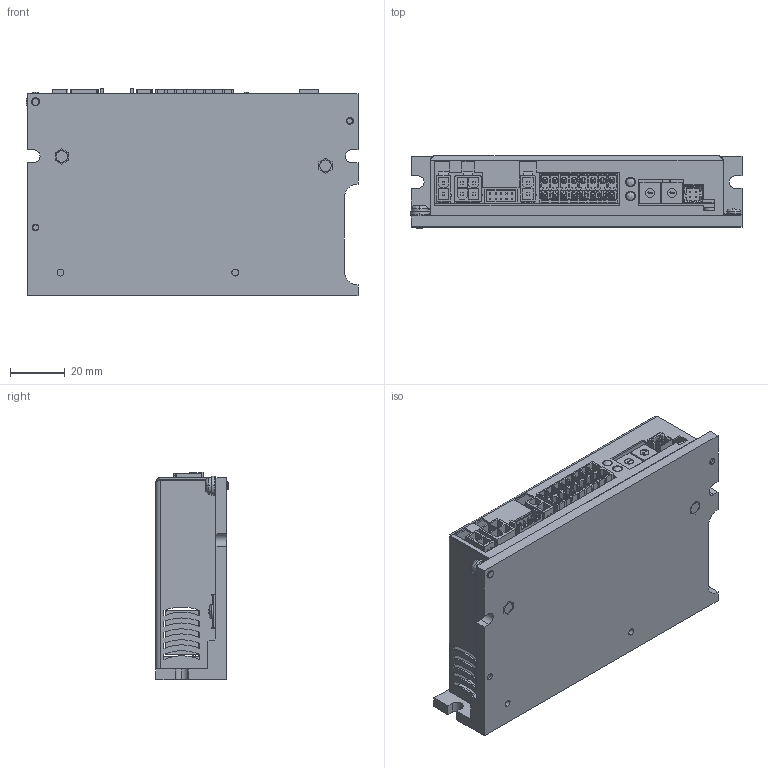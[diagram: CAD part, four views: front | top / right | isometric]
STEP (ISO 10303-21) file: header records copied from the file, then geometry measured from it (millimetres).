
FILE_DESCRIPTION (( 'STEP AP214' ), '1' );
FILE_NAME ('SW4D2042H241-00C0680.STEP', '2025-01-29T20:03:19', ( '' ), ( '' ), 'SwSTEP 2.0', 'SolidWorks 2021', '' );
FILE_SCHEMA (( 'AUTOMOTIVE_DESIGN' ));
Length unit declared in the file: inch
Products named in the file (1): SW4D2042H241-00C0680
Bounding box: 121.5 x 26.5 x 75.99 mm (x, y, z)
Volume: 77341.7 mm3; surface area: 78168.6 mm2
Topology: 21 solids, 21 shells, 3502 faces, 9673 edges, 6322 vertices
Faces by surface type: plane 2322, cylinder 988, cone 153, bspline 39
Entity records: 112242 total; most frequent: CARTESIAN_POINT 24202, ORIENTED_EDGE 19218, DIRECTION 16999, EDGE_CURVE 9609, LINE 6795, VECTOR 6795, VERTEX_POINT 6322, AXIS2_PLACEMENT_3D 5102
